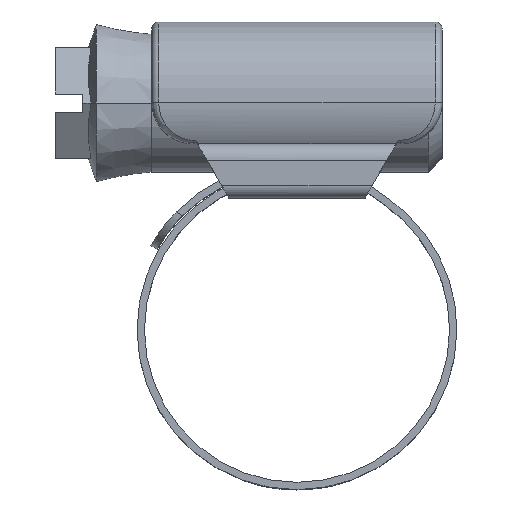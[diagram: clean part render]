
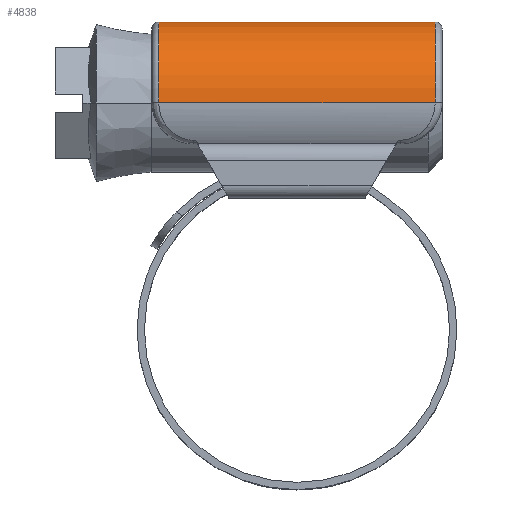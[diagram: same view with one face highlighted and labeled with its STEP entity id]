
A CAD part, top view. The second image highlights one B-rep face of the part: STEP entity #4838.
In plain terms, the highlighted cylindrical face has radius 5.85 mm (diameter 11.7 mm), a partial arc.
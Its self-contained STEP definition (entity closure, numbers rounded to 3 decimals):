
#12 = CARTESIAN_POINT ( 'NONE',  ( 9.962, 16.368, -5.85 ) ) ;
#82 = EDGE_CURVE ( 'NONE', #1716, #2977, #3086, .T. ) ;
#133 = AXIS2_PLACEMENT_3D ( 'NONE', #4071, #7571, #6987 ) ;
#343 = CARTESIAN_POINT ( 'NONE',  ( 9.962, 16.35, 0. ) ) ;
#414 = VERTEX_POINT ( 'NONE', #3818 ) ;
#992 = CARTESIAN_POINT ( 'NONE',  ( 9.962, 16.35, 5.85 ) ) ;
#1036 = CARTESIAN_POINT ( 'NONE',  ( 9.962, 16.35, 5.85 ) ) ;
#1065 = EDGE_CURVE ( 'NONE', #3337, #414, #4906, .T. ) ;
#1248 = DIRECTION ( 'NONE',  ( 1., 0., 0. ) ) ;
#1328 = CARTESIAN_POINT ( 'NONE',  ( -9.962, 16.368, -5.85 ) ) ;
#1510 = EDGE_CURVE ( 'NONE', #5579, #1820, #3139, .T. ) ;
#1618 = ORIENTED_EDGE ( 'NONE', *, *, #2432, .T. ) ;
#1642 = CARTESIAN_POINT ( 'NONE',  ( -9.962, 16.405, -5.85 ) ) ;
#1716 = VERTEX_POINT ( 'NONE', #992 ) ;
#1820 = VERTEX_POINT ( 'NONE', #4716 ) ;
#1825 = FACE_OUTER_BOUND ( 'NONE', #4586, .T. ) ;
#1876 = CARTESIAN_POINT ( 'NONE',  ( 9.963, 16.405, -5.85 ) ) ;
#1900 = ORIENTED_EDGE ( 'NONE', *, *, #4074, .T. ) ;
#1961 = CARTESIAN_POINT ( 'NONE',  ( -10.462, 16.35, -5.85 ) ) ;
#2432 = EDGE_CURVE ( 'NONE', #6476, #414, #6961, .T. ) ;
#2443 = CARTESIAN_POINT ( 'NONE',  ( -10.463, 16.35, 5.85 ) ) ;
#2467 = CARTESIAN_POINT ( 'NONE',  ( -9.963, 16.405, 5.85 ) ) ;
#2562 = DIRECTION ( 'NONE',  ( 1., 0., 0. ) ) ;
#2732 = DIRECTION ( 'NONE',  ( -1., 0., 0. ) ) ;
#2758 = AXIS2_PLACEMENT_3D ( 'NONE', #343, #2732, #5209 ) ;
#2779 = ORIENTED_EDGE ( 'NONE', *, *, #3667, .T. ) ;
#2838 = CARTESIAN_POINT ( 'NONE',  ( 9.962, 16.386, 5.85 ) ) ;
#2873 = CIRCLE ( 'NONE', #2758, 5.85 ) ;
#2977 = VERTEX_POINT ( 'NONE', #6940 ) ;
#3020 = ORIENTED_EDGE ( 'NONE', *, *, #3628, .T. ) ;
#3025 = CARTESIAN_POINT ( 'NONE',  ( 9.962, 16.35, -5.85 ) ) ;
#3055 = CARTESIAN_POINT ( 'NONE',  ( -9.963, 16.386, 5.85 ) ) ;
#3086 = B_SPLINE_CURVE_WITH_KNOTS ( 'NONE', 3,
 ( #1036, #6494, #2838, #5180 ),
 .UNSPECIFIED., .F., .F.,
 ( 4, 4 ),
 ( 0.004, 0.004 ),
 .UNSPECIFIED. ) ;
#3128 = VECTOR ( 'NONE', #2562, 1000. ) ;
#3139 = B_SPLINE_CURVE_WITH_KNOTS ( 'NONE', 3,
 ( #2467, #3055, #5389, #4433 ),
 .UNSPECIFIED., .F., .F.,
 ( 4, 4 ),
 ( 0., 0. ),
 .UNSPECIFIED. ) ;
#3337 = VERTEX_POINT ( 'NONE', #3618 ) ;
#3464 = EDGE_CURVE ( 'NONE', #2977, #6476, #2873, .T. ) ;
#3520 = CARTESIAN_POINT ( 'NONE',  ( 9.963, 16.386, -5.85 ) ) ;
#3618 = CARTESIAN_POINT ( 'NONE',  ( -9.962, 16.35, -5.85 ) ) ;
#3620 = CIRCLE ( 'NONE', #133, 5.85 ) ;
#3628 = EDGE_CURVE ( 'NONE', #1820, #1716, #4286, .T. ) ;
#3667 = EDGE_CURVE ( 'NONE', #3337, #5934, #6543, .T. ) ;
#3712 = CARTESIAN_POINT ( 'NONE',  ( -9.962, 16.386, -5.85 ) ) ;
#3752 = CARTESIAN_POINT ( 'NONE',  ( -9.962, 16.35, -5.85 ) ) ;
#3818 = CARTESIAN_POINT ( 'NONE',  ( 9.962, 16.35, -5.85 ) ) ;
#4071 = CARTESIAN_POINT ( 'NONE',  ( -9.962, 16.35, 0. ) ) ;
#4074 = EDGE_CURVE ( 'NONE', #5934, #5579, #3620, .T. ) ;
#4205 = CYLINDRICAL_SURFACE ( 'NONE', #6933, 5.85 ) ;
#4286 = LINE ( 'NONE', #2443, #3128 ) ;
#4331 = DIRECTION ( 'NONE',  ( 1., 0., 0. ) ) ;
#4433 = CARTESIAN_POINT ( 'NONE',  ( -9.962, 16.35, 5.85 ) ) ;
#4575 = VECTOR ( 'NONE', #4331, 1000. ) ;
#4586 = EDGE_LOOP ( 'NONE', ( #4608, #3020, #7297, #4615, #1618, #5148, #2779, #1900 ) ) ;
#4608 = ORIENTED_EDGE ( 'NONE', *, *, #1510, .T. ) ;
#4615 = ORIENTED_EDGE ( 'NONE', *, *, #3464, .T. ) ;
#4716 = CARTESIAN_POINT ( 'NONE',  ( -9.962, 16.35, 5.85 ) ) ;
#4818 = DIRECTION ( 'NONE',  ( 0., 0., -1. ) ) ;
#4838 = ADVANCED_FACE ( 'NONE', ( #1825 ), #4205, .T. ) ;
#4906 = LINE ( 'NONE', #1961, #4575 ) ;
#4986 = CARTESIAN_POINT ( 'NONE',  ( -9.963, 16.405, 5.85 ) ) ;
#5148 = ORIENTED_EDGE ( 'NONE', *, *, #1065, .F. ) ;
#5180 = CARTESIAN_POINT ( 'NONE',  ( 9.962, 16.405, 5.85 ) ) ;
#5209 = DIRECTION ( 'NONE',  ( 0., 0., -1. ) ) ;
#5389 = CARTESIAN_POINT ( 'NONE',  ( -9.962, 16.368, 5.85 ) ) ;
#5579 = VERTEX_POINT ( 'NONE', #4986 ) ;
#5934 = VERTEX_POINT ( 'NONE', #1642 ) ;
#6476 = VERTEX_POINT ( 'NONE', #1876 ) ;
#6494 = CARTESIAN_POINT ( 'NONE',  ( 9.962, 16.368, 5.85 ) ) ;
#6517 = CARTESIAN_POINT ( 'NONE',  ( 9.963, 16.405, -5.85 ) ) ;
#6543 = B_SPLINE_CURVE_WITH_KNOTS ( 'NONE', 3,
 ( #3752, #1328, #3712, #7169 ),
 .UNSPECIFIED., .F., .F.,
 ( 4, 4 ),
 ( 0.004, 0.004 ),
 .UNSPECIFIED. ) ;
#6554 = CARTESIAN_POINT ( 'NONE',  ( -10.463, 16.35, 0. ) ) ;
#6933 = AXIS2_PLACEMENT_3D ( 'NONE', #6554, #1248, #4818 ) ;
#6940 = CARTESIAN_POINT ( 'NONE',  ( 9.962, 16.405, 5.85 ) ) ;
#6961 = B_SPLINE_CURVE_WITH_KNOTS ( 'NONE', 3,
 ( #6517, #3520, #12, #3025 ),
 .UNSPECIFIED., .F., .F.,
 ( 4, 4 ),
 ( 0., 0. ),
 .UNSPECIFIED. ) ;
#6987 = DIRECTION ( 'NONE',  ( 0., 0., 1. ) ) ;
#7169 = CARTESIAN_POINT ( 'NONE',  ( -9.962, 16.405, -5.85 ) ) ;
#7297 = ORIENTED_EDGE ( 'NONE', *, *, #82, .T. ) ;
#7571 = DIRECTION ( 'NONE',  ( 1., 0., 0. ) ) ;
